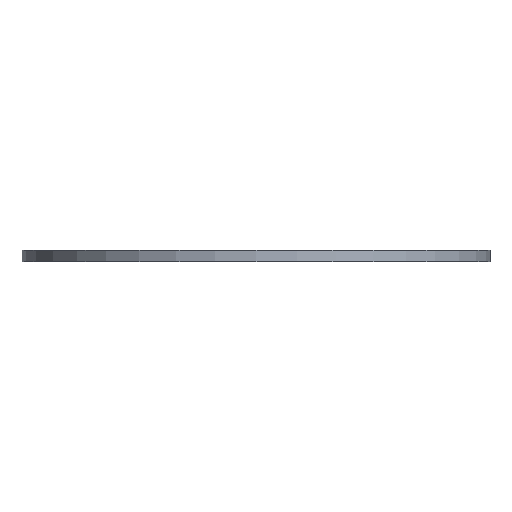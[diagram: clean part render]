
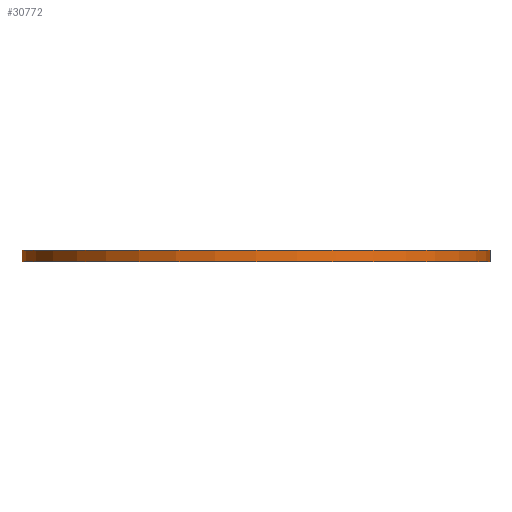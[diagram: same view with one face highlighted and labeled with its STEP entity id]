
A CAD part, front view. The second image highlights one B-rep face of the part: STEP entity #30772.
In plain terms, the highlighted cylindrical face has radius 530 mm (diameter 1060 mm), a partial arc.
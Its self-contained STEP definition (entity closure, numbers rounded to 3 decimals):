
#1273 = VECTOR ( 'NONE', #1943, 1000. ) ;
#1277 = VECTOR ( 'NONE', #1954, 1000. ) ;
#1286 = CIRCLE ( 'NONE', #1289, 530. ) ;
#1289 = AXIS2_PLACEMENT_3D ( 'NONE', #1986, #1987, #1989 ) ;
#1413 = CIRCLE ( 'NONE', #1415, 530. ) ;
#1415 = AXIS2_PLACEMENT_3D ( 'NONE', #2526, #2528, #2530 ) ;
#1928 = CARTESIAN_POINT ( 'NONE',  ( 530., 0., 25. ) ) ;
#1931 = CARTESIAN_POINT ( 'NONE',  ( -530., 0., 25. ) ) ;
#1934 = LINE ( 'NONE', #1928, #1273 ) ;
#1941 = LINE ( 'NONE', #1931, #1277 ) ;
#1943 = DIRECTION ( 'NONE',  ( 0., 0., -1. ) ) ;
#1954 = DIRECTION ( 'NONE',  ( 0., 0., -1. ) ) ;
#1986 = CARTESIAN_POINT ( 'NONE',  ( 0., 0., 25. ) ) ;
#1987 = DIRECTION ( 'NONE',  ( 0., 0., 1. ) ) ;
#1989 = DIRECTION ( 'NONE',  ( 1., 0., 0. ) ) ;
#2526 = CARTESIAN_POINT ( 'NONE',  ( 0., 0., 0. ) ) ;
#2528 = DIRECTION ( 'NONE',  ( 0., 0., 1. ) ) ;
#2530 = DIRECTION ( 'NONE',  ( 1., 0., 0. ) ) ;
#30772 = ADVANCED_FACE ( 'NONE', ( #61230 ), #61232, .T. ) ;
#31794 = VERTEX_POINT ( 'NONE', #63897 ) ;
#31795 = VERTEX_POINT ( 'NONE', #63898 ) ;
#31800 = VERTEX_POINT ( 'NONE', #63903 ) ;
#31801 = VERTEX_POINT ( 'NONE', #63904 ) ;
#33756 = EDGE_CURVE ( 'NONE', #31794, #31800, #1934, .T. ) ;
#33758 = EDGE_CURVE ( 'NONE', #31795, #31801, #1941, .T. ) ;
#33763 = EDGE_CURVE ( 'NONE', #31795, #31794, #1286, .T. ) ;
#33848 = EDGE_CURVE ( 'NONE', #31801, #31800, #1413, .T. ) ;
#34696 = EDGE_LOOP ( 'NONE', ( #35346, #35347, #35348, #35349 ) ) ;
#35346 = ORIENTED_EDGE ( 'NONE', *, *, #33756, .F. ) ;
#35347 = ORIENTED_EDGE ( 'NONE', *, *, #33763, .F. ) ;
#35348 = ORIENTED_EDGE ( 'NONE', *, *, #33758, .T. ) ;
#35349 = ORIENTED_EDGE ( 'NONE', *, *, #33848, .T. ) ;
#59491 = AXIS2_PLACEMENT_3D ( 'NONE', #61231, #61224, #61233 ) ;
#61224 = DIRECTION ( 'NONE',  ( 0., 0., -1. ) ) ;
#61230 = FACE_OUTER_BOUND ( 'NONE', #34696, .T. ) ;
#61231 = CARTESIAN_POINT ( 'NONE',  ( 0., 0., 25. ) ) ;
#61232 = CYLINDRICAL_SURFACE ( 'NONE', #59491, 530. ) ;
#61233 = DIRECTION ( 'NONE',  ( -1., 0., 0. ) ) ;
#63897 = CARTESIAN_POINT ( 'NONE',  ( 530., 0., 25. ) ) ;
#63898 = CARTESIAN_POINT ( 'NONE',  ( -530., 0., 25. ) ) ;
#63903 = CARTESIAN_POINT ( 'NONE',  ( 530., 0., 0. ) ) ;
#63904 = CARTESIAN_POINT ( 'NONE',  ( -530., 0., 0. ) ) ;
